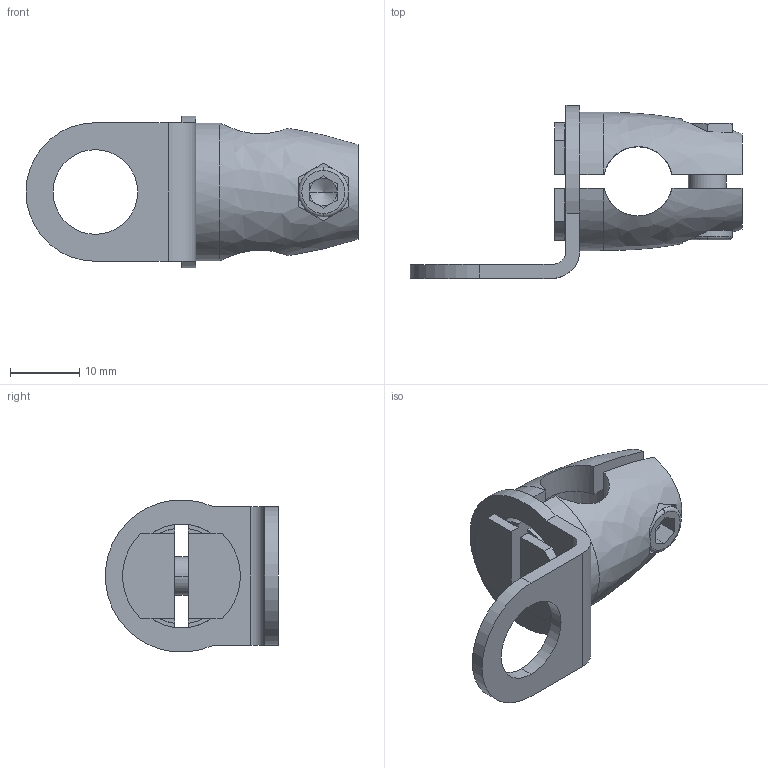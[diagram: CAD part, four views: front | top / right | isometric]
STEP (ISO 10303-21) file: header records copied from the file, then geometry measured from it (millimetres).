
FILE_DESCRIPTION((''),'2;1');
FILE_NAME('CAD-8885_SW0001','2023-11-10T12:04:03',('creinig-se'),(''),'CREO PARAMETRIC BY PTC INC, 2022284','CREO PARAMETRIC BY PTC INC, 2022284','');
FILE_SCHEMA(('CONFIG_CONTROL_DESIGN','SHAPE_APPEARANCE_LAYERS_GROUPS'));
Length unit declared in the file: millimetre
Products named in the file (1): CAD-8885_SW0001
Bounding box: 47.9 x 24.96 x 21.93 mm (x, y, z)
Volume: 5313.4 mm3; surface area: 4498.5 mm2
Topology: 1 solids, 1 shells, 99 faces, 261 edges, 166 vertices
Faces by surface type: plane 60, cylinder 27, cone 8, bspline 2, torus 2
Entity records: 4082 total; most frequent: CARTESIAN_POINT 864, ORIENTED_EDGE 518, DIRECTION 502, EDGE_CURVE 259, AXIS2_PLACEMENT_3D 180, VERTEX_POINT 166, VECTOR 142, LINE 142
